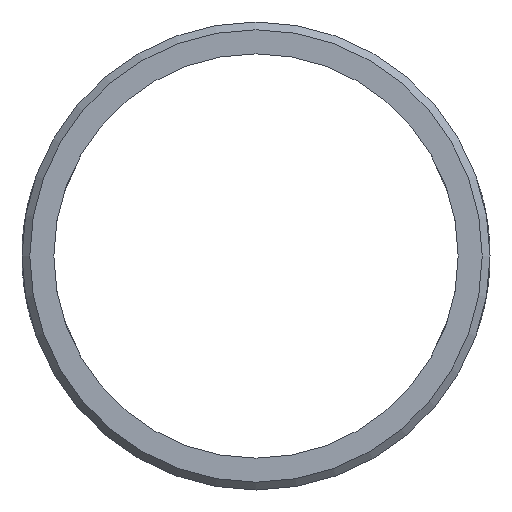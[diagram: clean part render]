
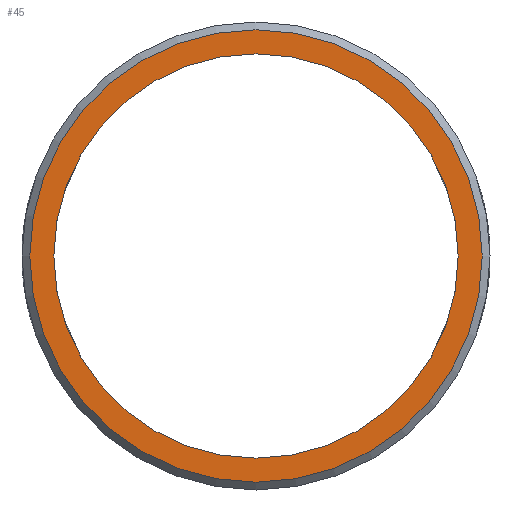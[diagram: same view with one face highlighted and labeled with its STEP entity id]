
A CAD part, front view. The second image highlights one B-rep face of the part: STEP entity #45.
In plain terms, the highlighted planar face has unit normal (0, -1, 0).
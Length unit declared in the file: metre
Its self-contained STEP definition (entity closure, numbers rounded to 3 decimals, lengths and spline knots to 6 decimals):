
#45 = ADVANCED_FACE( '', ( #85, #86 ), #87, .F. );
#85 = FACE_OUTER_BOUND( '', #132, .T. );
#86 = FACE_BOUND( '', #133, .T. );
#87 = PLANE( '', #134 );
#132 = EDGE_LOOP( '', ( #176 ) );
#133 = EDGE_LOOP( '', ( #177 ) );
#134 = AXIS2_PLACEMENT_3D( '', #178, #179, #180 );
#176 = ORIENTED_EDGE( '', *, *, #222, .T. );
#177 = ORIENTED_EDGE( '', *, *, #223, .F. );
#178 = CARTESIAN_POINT( '', ( 0., 0., 0. ) );
#179 = DIRECTION( '', ( 0., 1., 0. ) );
#180 = DIRECTION( '', ( 0., 0., 1. ) );
#222 = EDGE_CURVE( '', #244, #244, #245, .F. );
#223 = EDGE_CURVE( '', #246, #246, #247, .T. );
#244 = VERTEX_POINT( '', #400 );
#245 = CIRCLE( '', #401, 0.0145 );
#246 = VERTEX_POINT( '', #402 );
#247 = CIRCLE( '', #403, 0.012959 );
#400 = CARTESIAN_POINT( '', ( 0., 0., 0.0145 ) );
#401 = AXIS2_PLACEMENT_3D( '', #551, #552, #553 );
#402 = CARTESIAN_POINT( '', ( 0.012959, 0., 0. ) );
#403 = AXIS2_PLACEMENT_3D( '', #554, #555, #556 );
#551 = CARTESIAN_POINT( '', ( 0., 0., 0. ) );
#552 = DIRECTION( '', ( 0., 1., 0. ) );
#553 = DIRECTION( '', ( 0., 0., 1. ) );
#554 = CARTESIAN_POINT( '', ( 0., 0., 0. ) );
#555 = DIRECTION( '', ( 0., -1., 0. ) );
#556 = DIRECTION( '', ( 1., 0., 0. ) );
